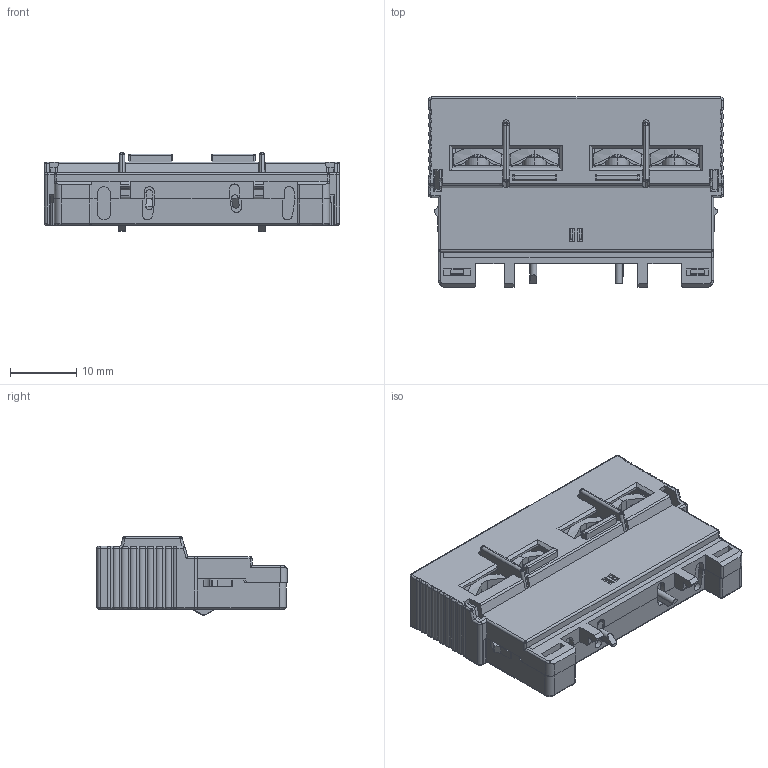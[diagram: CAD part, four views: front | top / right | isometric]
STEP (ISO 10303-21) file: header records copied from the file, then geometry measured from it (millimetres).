
FILE_DESCRIPTION (( 'STEP AP203' ), '1' );
FILE_NAME ('GPEFC11.step', '2023-08-31T19:58:28', ( '' ), ( '' ), 'SwSTEP 2.0', 'SolidWorks 2021', '' );
FILE_SCHEMA (( 'CONFIG_CONTROL_DESIGN' ));
Products named in the file (1): GPEFC11
Bounding box: 44.5 x 28.7 x 12 mm (x, y, z)
Volume: 6118 mm3; surface area: 12627.5 mm2
Topology: 16 solids, 16 shells, 2752 faces, 7630 edges, 4867 vertices
Faces by surface type: plane 1758, cylinder 658, bspline 253, cone 46, torus 37
Entity records: 92751 total; most frequent: CARTESIAN_POINT 24876, ORIENTED_EDGE 15072, DIRECTION 12921, EDGE_CURVE 7536, LINE 5331, VECTOR 5331, VERTEX_POINT 4867, AXIS2_PLACEMENT_3D 3795
